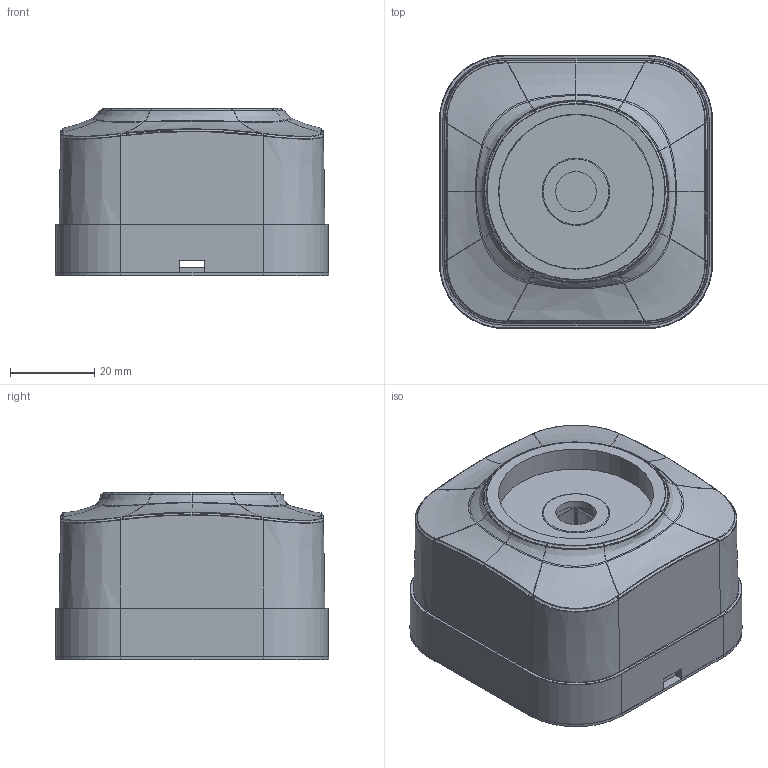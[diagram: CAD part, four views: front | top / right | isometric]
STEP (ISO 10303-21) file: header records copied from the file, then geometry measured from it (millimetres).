
FILE_DESCRIPTION (( 'STEP AP214' ), '1' );
FILE_NAME ('EAH10-K01(TV).STEP', '2024-10-28T13:03:23', ( '' ), ( '' ), 'SwSTEP 2.0', 'SolidWorks 2022', '' );
FILE_SCHEMA (( 'AUTOMOTIVE_DESIGN' ));
Length unit declared in the file: millimetre
Products named in the file (3): EAH10-K01(TV); 73F-DSMB_^73F-1 1______.STEP; 73F-1 ________.STEP
Assembly tree (2 placements, depth 2):
  EAH10-K01(TV)
    73F-1 ________.STEP
    73F-DSMB_^73F-1 1______.STEP
Bounding box: 64.9 x 64.9 x 39.8 mm (x, y, z)
Volume: 24880 mm3; surface area: 39334.6 mm2
Topology: 2 solids, 2 shells, 1089 faces, 2871 edges, 1801 vertices
Faces by surface type: plane 491, bspline 337, cone 113, cylinder 108, torus 40
Entity records: 50953 total; most frequent: CARTESIAN_POINT 26587, ORIENTED_EDGE 5730, DIRECTION 4096, EDGE_CURVE 2865, VERTEX_POINT 1801, LINE 1464, VECTOR 1464, AXIS2_PLACEMENT_3D 1316
